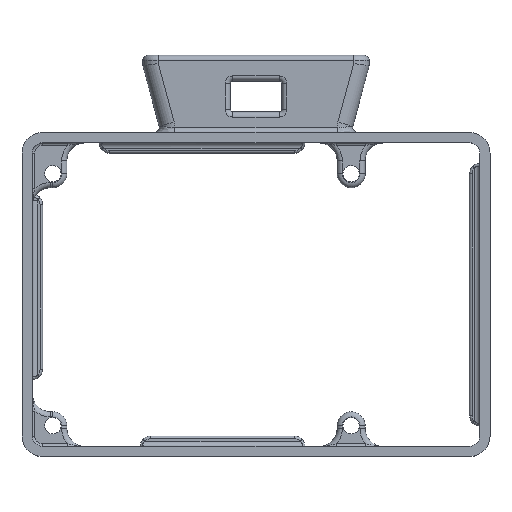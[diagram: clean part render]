
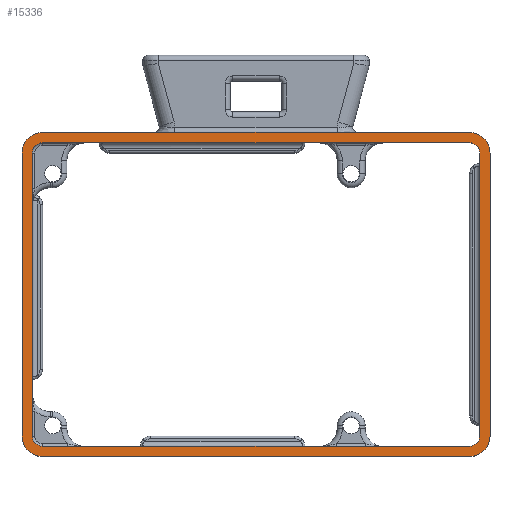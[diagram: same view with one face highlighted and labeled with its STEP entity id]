
A CAD part, top view. The second image highlights one B-rep face of the part: STEP entity #15336.
In plain terms, the highlighted planar face has unit normal (0, 0, 1).
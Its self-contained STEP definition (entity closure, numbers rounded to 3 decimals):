
#3337=AXIS2_PLACEMENT_3D('Circle Axis2P3D',#3335,#3336,$) ;
#3458=AXIS2_PLACEMENT_3D('Circle Axis2P3D',#3456,#3457,$) ;
#3876=AXIS2_PLACEMENT_3D('Circle Axis2P3D',#3874,#3875,$) ;
#12105=AXIS2_PLACEMENT_3D('Circle Axis2P3D',#12103,#12104,$) ;
#13056=AXIS2_PLACEMENT_3D('Circle Axis2P3D',#13054,#13055,$) ;
#13309=AXIS2_PLACEMENT_3D('Circle Axis2P3D',#13307,#13308,$) ;
#13368=AXIS2_PLACEMENT_3D('Circle Axis2P3D',#13366,#13367,$) ;
#15309=AXIS2_PLACEMENT_3D('Plane Axis2P3D',#15306,#15307,#15308) ;
#15313=AXIS2_PLACEMENT_3D('Circle Axis2P3D',#15311,#15312,$) ;
#100=CARTESIAN_POINT('Vertex',(81.,-6.,22.)) ;
#103=CARTESIAN_POINT('Line Origine',(39.5,-6.,22.)) ;
#107=CARTESIAN_POINT('Vertex',(-2.,-6.,22.)) ;
#1200=CARTESIAN_POINT('Vertex',(-2.,-4.,22.)) ;
#1203=CARTESIAN_POINT('Line Origine',(39.5,-4.,22.)) ;
#1207=CARTESIAN_POINT('Vertex',(81.,-4.,22.)) ;
#3335=CARTESIAN_POINT('Axis2P3D Location',(81.,-2.,22.)) ;
#3339=CARTESIAN_POINT('Vertex',(85.,-2.,22.)) ;
#3456=CARTESIAN_POINT('Axis2P3D Location',(81.,-2.,22.)) ;
#3460=CARTESIAN_POINT('Vertex',(83.,-2.,22.)) ;
#3871=CARTESIAN_POINT('Vertex',(83.,53.,22.)) ;
#3874=CARTESIAN_POINT('Axis2P3D Location',(81.,53.,22.)) ;
#3878=CARTESIAN_POINT('Vertex',(81.,55.,22.)) ;
#3931=CARTESIAN_POINT('Line Origine',(83.,25.5,22.)) ;
#4267=CARTESIAN_POINT('Vertex',(-4.,53.,22.)) ;
#4270=CARTESIAN_POINT('Line Origine',(-4.,25.5,22.)) ;
#4274=CARTESIAN_POINT('Vertex',(-4.,-2.,22.)) ;
#12100=CARTESIAN_POINT('Vertex',(-2.,55.,22.)) ;
#12103=CARTESIAN_POINT('Axis2P3D Location',(-2.,53.,22.)) ;
#12953=CARTESIAN_POINT('Line Origine',(39.5,55.,22.)) ;
#13054=CARTESIAN_POINT('Axis2P3D Location',(81.,53.,22.)) ;
#13058=CARTESIAN_POINT('Vertex',(81.,57.,22.)) ;
#13060=CARTESIAN_POINT('Vertex',(85.,53.,22.)) ;
#13085=CARTESIAN_POINT('Line Origine',(85.,25.5,22.)) ;
#13124=CARTESIAN_POINT('Vertex',(-6.,-2.,22.)) ;
#13127=CARTESIAN_POINT('Line Origine',(-6.,25.5,22.)) ;
#13131=CARTESIAN_POINT('Vertex',(-6.,53.,22.)) ;
#13307=CARTESIAN_POINT('Axis2P3D Location',(-2.,53.,22.)) ;
#13311=CARTESIAN_POINT('Vertex',(-2.,57.,22.)) ;
#13331=CARTESIAN_POINT('Line Origine',(39.5,57.,22.)) ;
#13366=CARTESIAN_POINT('Axis2P3D Location',(-2.,-2.,22.)) ;
#15306=CARTESIAN_POINT('Axis2P3D Location',(0.,0.,22.)) ;
#15311=CARTESIAN_POINT('Axis2P3D Location',(-2.,-2.,22.)) ;
#104=DIRECTION('Vector Direction',(-1.,0.,0.)) ;
#1204=DIRECTION('Vector Direction',(-1.,0.,0.)) ;
#3336=DIRECTION('Axis2P3D Direction',(0.,0.,1.)) ;
#3457=DIRECTION('Axis2P3D Direction',(0.,0.,1.)) ;
#3875=DIRECTION('Axis2P3D Direction',(0.,0.,1.)) ;
#3932=DIRECTION('Vector Direction',(0.,1.,0.)) ;
#4271=DIRECTION('Vector Direction',(0.,-1.,0.)) ;
#12104=DIRECTION('Axis2P3D Direction',(0.,-0.,1.)) ;
#12954=DIRECTION('Vector Direction',(1.,0.,0.)) ;
#13055=DIRECTION('Axis2P3D Direction',(0.,-0.,1.)) ;
#13086=DIRECTION('Vector Direction',(0.,1.,0.)) ;
#13128=DIRECTION('Vector Direction',(0.,-1.,0.)) ;
#13308=DIRECTION('Axis2P3D Direction',(0.,0.,1.)) ;
#13332=DIRECTION('Vector Direction',(1.,0.,0.)) ;
#13367=DIRECTION('Axis2P3D Direction',(0.,0.,1.)) ;
#15307=DIRECTION('Axis2P3D Direction',(0.,0.,1.)) ;
#15308=DIRECTION('Axis2P3D XDirection',(1.,0.,0.)) ;
#15312=DIRECTION('Axis2P3D Direction',(0.,0.,1.)) ;
#105=VECTOR('Line Direction',#104,1.) ;
#1205=VECTOR('Line Direction',#1204,1.) ;
#3933=VECTOR('Line Direction',#3932,1.) ;
#4272=VECTOR('Line Direction',#4271,1.) ;
#12955=VECTOR('Line Direction',#12954,1.) ;
#13087=VECTOR('Line Direction',#13086,1.) ;
#13129=VECTOR('Line Direction',#13128,1.) ;
#13333=VECTOR('Line Direction',#13332,1.) ;
#15316=EDGE_LOOP('',(#15317,#15318,#15319,#15320,#15321,#15322,#15323,#15324)) ;
#15326=EDGE_LOOP('',(#15327,#15328,#15329,#15330,#15331,#15332,#15333,#15334)) ;
#15317=ORIENTED_EDGE('',*,*,#13133,.T.) ;
#15318=ORIENTED_EDGE('',*,*,#15315,.F.) ;
#15319=ORIENTED_EDGE('',*,*,#109,.T.) ;
#15320=ORIENTED_EDGE('',*,*,#3341,.F.) ;
#15321=ORIENTED_EDGE('',*,*,#13089,.T.) ;
#15322=ORIENTED_EDGE('',*,*,#13062,.F.) ;
#15323=ORIENTED_EDGE('',*,*,#13335,.T.) ;
#15324=ORIENTED_EDGE('',*,*,#13313,.F.) ;
#15327=ORIENTED_EDGE('',*,*,#3880,.T.) ;
#15328=ORIENTED_EDGE('',*,*,#3935,.F.) ;
#15329=ORIENTED_EDGE('',*,*,#3462,.T.) ;
#15330=ORIENTED_EDGE('',*,*,#1209,.T.) ;
#15331=ORIENTED_EDGE('',*,*,#13370,.T.) ;
#15332=ORIENTED_EDGE('',*,*,#4276,.F.) ;
#15333=ORIENTED_EDGE('',*,*,#12107,.T.) ;
#15334=ORIENTED_EDGE('',*,*,#12957,.T.) ;
#109=EDGE_CURVE('',#108,#101,#106,.F.) ;
#1209=EDGE_CURVE('',#1208,#1201,#1206,.T.) ;
#3341=EDGE_CURVE('',#3340,#101,#3338,.F.) ;
#3462=EDGE_CURVE('',#3461,#1208,#3459,.F.) ;
#3880=EDGE_CURVE('',#3879,#3872,#3877,.F.) ;
#3935=EDGE_CURVE('',#3461,#3872,#3934,.T.) ;
#4276=EDGE_CURVE('',#4268,#4275,#4273,.T.) ;
#12107=EDGE_CURVE('',#4268,#12101,#12106,.F.) ;
#12957=EDGE_CURVE('',#12101,#3879,#12956,.T.) ;
#13062=EDGE_CURVE('',#13059,#13061,#13057,.F.) ;
#13089=EDGE_CURVE('',#3340,#13061,#13088,.T.) ;
#13133=EDGE_CURVE('',#13132,#13125,#13130,.T.) ;
#13313=EDGE_CURVE('',#13132,#13312,#13310,.F.) ;
#13335=EDGE_CURVE('',#13059,#13312,#13334,.F.) ;
#13370=EDGE_CURVE('',#1201,#4275,#13369,.F.) ;
#15315=EDGE_CURVE('',#108,#13125,#15314,.F.) ;
#15335=FACE_BOUND('',#15326,.T.) ;
#101=VERTEX_POINT('',#100) ;
#108=VERTEX_POINT('',#107) ;
#1201=VERTEX_POINT('',#1200) ;
#1208=VERTEX_POINT('',#1207) ;
#3340=VERTEX_POINT('',#3339) ;
#3461=VERTEX_POINT('',#3460) ;
#3872=VERTEX_POINT('',#3871) ;
#3879=VERTEX_POINT('',#3878) ;
#4268=VERTEX_POINT('',#4267) ;
#4275=VERTEX_POINT('',#4274) ;
#12101=VERTEX_POINT('',#12100) ;
#13059=VERTEX_POINT('',#13058) ;
#13061=VERTEX_POINT('',#13060) ;
#13125=VERTEX_POINT('',#13124) ;
#13132=VERTEX_POINT('',#13131) ;
#13312=VERTEX_POINT('',#13311) ;
#106=LINE('Line',#103,#105) ;
#1206=LINE('Line',#1203,#1205) ;
#3934=LINE('Line',#3931,#3933) ;
#4273=LINE('Line',#4270,#4272) ;
#12956=LINE('Line',#12953,#12955) ;
#13088=LINE('Line',#13085,#13087) ;
#13130=LINE('Line',#13127,#13129) ;
#13334=LINE('Line',#13331,#13333) ;
#15310=PLANE('',#15309) ;
#3338=CIRCLE('generated circle',#3337,4.) ;
#3459=CIRCLE('generated circle',#3458,2.) ;
#3877=CIRCLE('generated circle',#3876,2.) ;
#12106=CIRCLE('generated circle',#12105,2.) ;
#13057=CIRCLE('generated circle',#13056,4.) ;
#13310=CIRCLE('generated circle',#13309,4.) ;
#13369=CIRCLE('generated circle',#13368,2.) ;
#15314=CIRCLE('generated circle',#15313,4.) ;
#15325=FACE_OUTER_BOUND('',#15316,.T.) ;
#15336=ADVANCED_FACE('Corps principal',(#15325,#15335),#15310,.T.) ;
